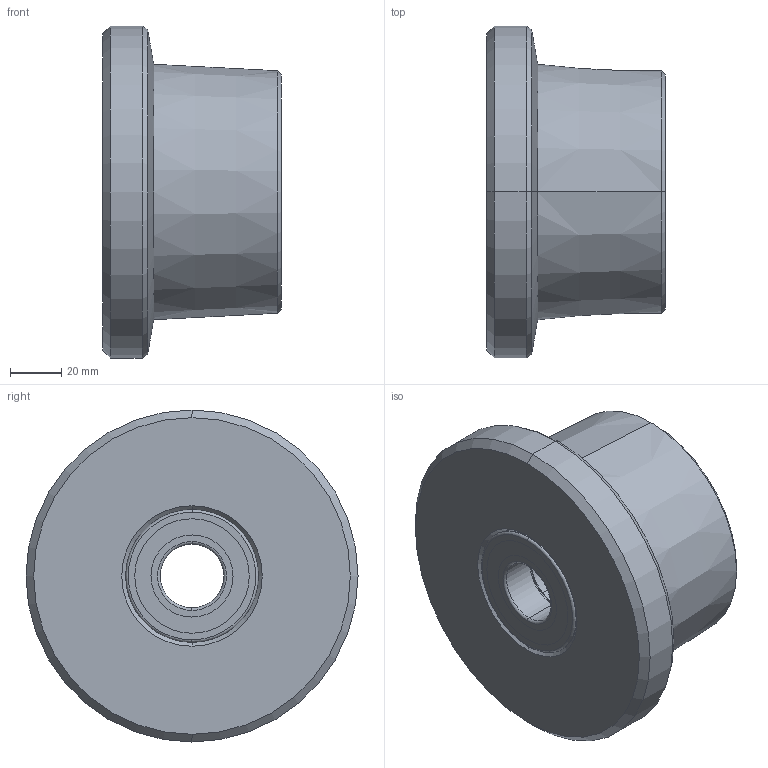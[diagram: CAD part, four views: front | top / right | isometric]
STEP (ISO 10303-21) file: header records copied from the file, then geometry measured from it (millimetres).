
FILE_DESCRIPTION (( 'STEP AP214' ), '1' );
FILE_NAME ('0039147_SPS-100-70-70-K25.step', '2018-06-22T07:46:52', ( '' ), ( '' ), 'SwSTEP 2.0', 'SolidWorks 2018', '' );
FILE_SCHEMA (( 'AUTOMOTIVE_DESIGN' ));
Length unit declared in the file: millimetre
Products named in the file (1): 0039147_SPS-100-70-70-K25
Bounding box: 70 x 130 x 130 mm (x, y, z)
Volume: 549402.9 mm3; surface area: 93293.4 mm2
Topology: 12 solids, 12 shells, 156 faces, 312 edges, 186 vertices
Faces by surface type: cylinder 68, torus 36, plane 30, cone 22
Entity records: 5987 total; most frequent: DIRECTION 848, CARTESIAN_POINT 655, ORIENTED_EDGE 624, AXIS2_PLACEMENT_3D 379, EDGE_CURVE 312, CIRCLE 222, EDGE_LOOP 186, VERTEX_POINT 186
